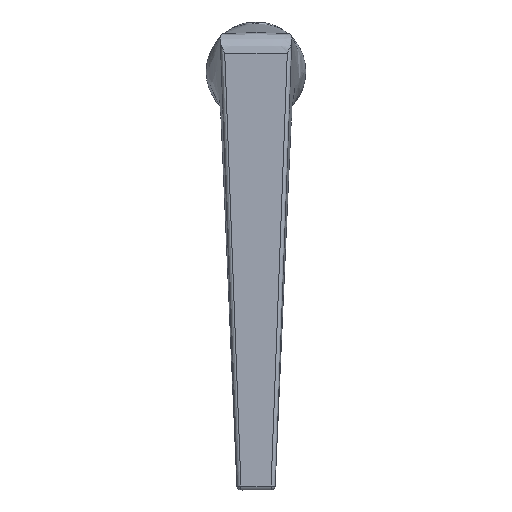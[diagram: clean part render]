
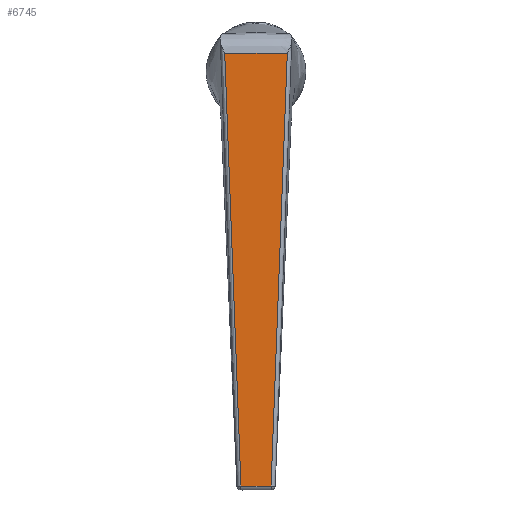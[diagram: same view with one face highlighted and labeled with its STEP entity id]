
A CAD part, left-side view. The second image highlights one B-rep face of the part: STEP entity #6745.
In plain terms, the highlighted face is planar.
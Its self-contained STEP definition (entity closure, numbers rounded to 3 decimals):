
#114 = ORIENTED_EDGE ( 'NONE', *, *, #9077, .T. ) ;
#207 = LINE ( 'NONE', #4369, #10573 ) ;
#702 = CARTESIAN_POINT ( 'NONE',  ( 103.996, 3.787, 64.996 ) ) ;
#982 = CARTESIAN_POINT ( 'NONE',  ( -4.819, 2.618, 64.565 ) ) ;
#1020 = CARTESIAN_POINT ( 'NONE',  ( 103.996, -3.787, 64.996 ) ) ;
#1472 = CARTESIAN_POINT ( 'NONE',  ( -9.546, 0., 64.546 ) ) ;
#1741 = CARTESIAN_POINT ( 'NONE',  ( 12.842, 7.198, 64.635 ) ) ;
#1768 = CARTESIAN_POINT ( 'NONE',  ( 85.228, -4.489, 64.922 ) ) ;
#1813 = CARTESIAN_POINT ( 'NONE',  ( 103.996, -3.787, 64.996 ) ) ;
#1997 = CARTESIAN_POINT ( 'NONE',  ( 103.996, 3.787, 64.996 ) ) ;
#2069 = CARTESIAN_POINT ( 'NONE',  ( -4.819, -1.309, 64.565 ) ) ;
#2514 = VERTEX_POINT ( 'NONE', #1020 ) ;
#2577 = CARTESIAN_POINT ( 'NONE',  ( -4.582, 7.85, 64.566 ) ) ;
#3319 = B_SPLINE_CURVE_WITH_KNOTS ( 'NONE', 3,
 ( #2577, #3573, #982, #2069, #11860, #9909, #5106, #5962 ),
 .UNSPECIFIED., .F., .F.,
 ( 4, 2, 2, 4 ),
 ( 0., 0.008, 0.012, 0.016 ),
 .UNSPECIFIED. ) ;
#3471 = EDGE_LOOP ( 'NONE', ( #4964, #114, #9087, #5854 ) ) ;
#3573 = CARTESIAN_POINT ( 'NONE',  ( -4.728, 5.236, 64.565 ) ) ;
#3629 = CARTESIAN_POINT ( 'NONE',  ( 66.459, -5.191, 64.847 ) ) ;
#3671 = VERTEX_POINT ( 'NONE', #7507 ) ;
#3700 = CARTESIAN_POINT ( 'NONE',  ( 83.708, 4.546, 64.916 ) ) ;
#4369 = CARTESIAN_POINT ( 'NONE',  ( 103.996, 0., 64.996 ) ) ;
#4437 = DIRECTION ( 'NONE',  ( 1., 0., 0.004 ) ) ;
#4475 = DIRECTION ( 'NONE',  ( -0.004, 0., 1. ) ) ;
#4602 = CARTESIAN_POINT ( 'NONE',  ( 103.236, 3.815, 64.993 ) ) ;
#4964 = ORIENTED_EDGE ( 'NONE', *, *, #6911, .T. ) ;
#5106 = CARTESIAN_POINT ( 'NONE',  ( -4.655, -6.543, 64.565 ) ) ;
#5534 = VERTEX_POINT ( 'NONE', #10647 ) ;
#5817 = EDGE_CURVE ( 'NONE', #5534, #3671, #3319, .T. ) ;
#5854 = ORIENTED_EDGE ( 'NONE', *, *, #5817, .T. ) ;
#5962 = CARTESIAN_POINT ( 'NONE',  ( -4.582, -7.85, 64.566 ) ) ;
#6563 = CARTESIAN_POINT ( 'NONE',  ( 12.842, -7.198, 64.635 ) ) ;
#6745 = ADVANCED_FACE ( 'NONE', ( #11591 ), #9401, .T. ) ;
#6911 = EDGE_CURVE ( 'NONE', #3671, #2514, #11382, .T. ) ;
#7507 = CARTESIAN_POINT ( 'NONE',  ( -4.582, -7.85, 64.566 ) ) ;
#7562 = CARTESIAN_POINT ( 'NONE',  ( 47.691, -5.894, 64.773 ) ) ;
#7618 = CARTESIAN_POINT ( 'NONE',  ( 102.477, 3.844, 64.99 ) ) ;
#7697 = CARTESIAN_POINT ( 'NONE',  ( 30.266, -6.546, 64.704 ) ) ;
#9077 = EDGE_CURVE ( 'NONE', #2514, #10633, #207, .T. ) ;
#9087 = ORIENTED_EDGE ( 'NONE', *, *, #11888, .T. ) ;
#9401 = PLANE ( 'NONE',  #9934 ) ;
#9570 = CARTESIAN_POINT ( 'NONE',  ( -4.582, -7.85, 64.566 ) ) ;
#9621 = CARTESIAN_POINT ( 'NONE',  ( 101.717, 3.872, 64.987 ) ) ;
#9662 = CARTESIAN_POINT ( 'NONE',  ( -4.582, 7.85, 64.566 ) ) ;
#9909 = CARTESIAN_POINT ( 'NONE',  ( -4.715, -5.235, 64.565 ) ) ;
#9934 = AXIS2_PLACEMENT_3D ( 'NONE', #1472, #4475, #4437 ) ;
#10573 = VECTOR ( 'NONE', #11313, 1000. ) ;
#10615 = CARTESIAN_POINT ( 'NONE',  ( 65.699, 5.22, 64.844 ) ) ;
#10633 = VERTEX_POINT ( 'NONE', #1997 ) ;
#10647 = CARTESIAN_POINT ( 'NONE',  ( -4.582, 7.85, 64.566 ) ) ;
#11218 = B_SPLINE_CURVE_WITH_KNOTS ( 'NONE', 3,
 ( #702, #4602, #7618, #9621, #3700, #10615, #11625, #12618, #1741, #9662 ),
 .UNSPECIFIED., .F., .F.,
 ( 4, 3, 3, 4 ),
 ( 0.001, 0.003, 0.057, 0.11 ),
 .UNSPECIFIED. ) ;
#11313 = DIRECTION ( 'NONE',  ( 0., 1., 0. ) ) ;
#11382 = B_SPLINE_CURVE_WITH_KNOTS ( 'NONE', 3,
 ( #9570, #6563, #7697, #7562, #3629, #1768, #1813 ),
 .UNSPECIFIED., .F., .F.,
 ( 4, 3, 4 ),
 ( 0.005, 0.057, 0.114 ),
 .UNSPECIFIED. ) ;
#11591 = FACE_OUTER_BOUND ( 'NONE', #3471, .T. ) ;
#11625 = CARTESIAN_POINT ( 'NONE',  ( 47.691, 5.894, 64.773 ) ) ;
#11860 = CARTESIAN_POINT ( 'NONE',  ( -4.797, -2.618, 64.565 ) ) ;
#11888 = EDGE_CURVE ( 'NONE', #10633, #5534, #11218, .T. ) ;
#12618 = CARTESIAN_POINT ( 'NONE',  ( 30.266, 6.546, 64.704 ) ) ;
